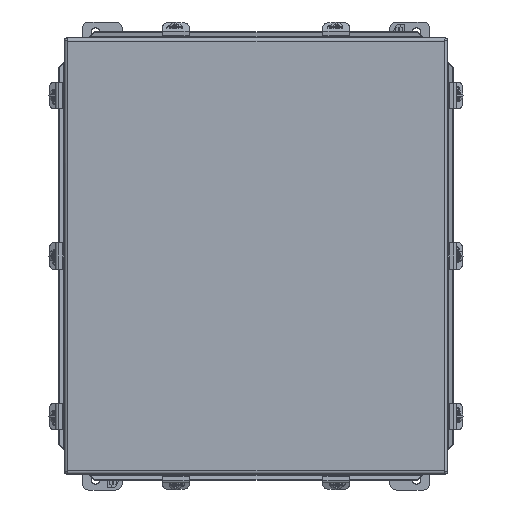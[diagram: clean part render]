
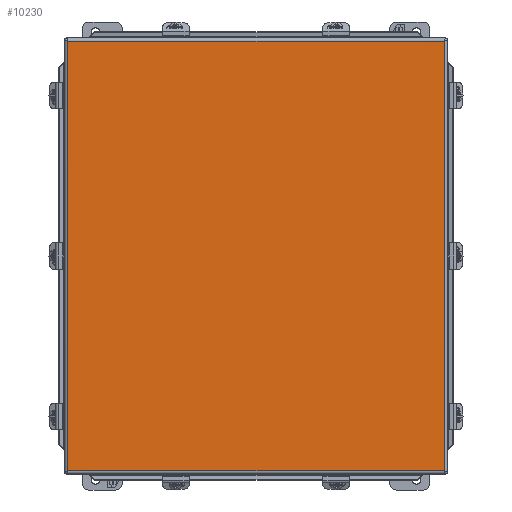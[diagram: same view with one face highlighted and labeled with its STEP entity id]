
A CAD part, front view. The second image highlights one B-rep face of the part: STEP entity #10230.
In plain terms, the highlighted planar face has unit normal (0, -1, 0).
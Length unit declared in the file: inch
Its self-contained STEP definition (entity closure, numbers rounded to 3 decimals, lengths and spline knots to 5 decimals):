
#1107 = VECTOR ( 'NONE', #24223, 39.37008 ) ;
#1243 = DIRECTION ( 'NONE',  ( 0., -1., 0. ) ) ;
#3287 = EDGE_CURVE ( 'NONE', #60520, #48511, #33537, .T. ) ;
#6275 = ORIENTED_EDGE ( 'NONE', *, *, #11519, .T. ) ;
#6414 = VECTOR ( 'NONE', #19737, 39.37008 ) ;
#7429 = AXIS2_PLACEMENT_3D ( 'NONE', #10527, #1243, #29966 ) ;
#7596 = EDGE_CURVE ( 'NONE', #48511, #21055, #13991, .T. ) ;
#10230 = ADVANCED_FACE ( 'NONE', ( #44265 ), #38180, .T. ) ;
#10364 = CARTESIAN_POINT ( 'NONE',  ( -7.0378, -10.20591, -8.15591 ) ) ;
#10527 = CARTESIAN_POINT ( 'NONE',  ( 0., -10.20591, 0. ) ) ;
#11519 = EDGE_CURVE ( 'NONE', #21055, #31466, #19808, .T. ) ;
#13991 = LINE ( 'NONE', #25080, #1107 ) ;
#14746 = CARTESIAN_POINT ( 'NONE',  ( -7.0378, -10.20591, 8.0378 ) ) ;
#18304 = DIRECTION ( 'NONE',  ( 0., 0., 1. ) ) ;
#18526 = LINE ( 'NONE', #53480, #6414 ) ;
#19737 = DIRECTION ( 'NONE',  ( 1., 0., 0. ) ) ;
#19808 = LINE ( 'NONE', #10364, #45439 ) ;
#21055 = VERTEX_POINT ( 'NONE', #14746 ) ;
#23464 = EDGE_LOOP ( 'NONE', ( #6275, #25455, #32697, #52262 ) ) ;
#24223 = DIRECTION ( 'NONE',  ( -1., 0., 0. ) ) ;
#25080 = CARTESIAN_POINT ( 'NONE',  ( -7.15591, -10.20591, 8.0378 ) ) ;
#25455 = ORIENTED_EDGE ( 'NONE', *, *, #30518, .T. ) ;
#27575 = CARTESIAN_POINT ( 'NONE',  ( 7.0378, -10.20591, 8.15591 ) ) ;
#29966 = DIRECTION ( 'NONE',  ( 0., 0., -1. ) ) ;
#30518 = EDGE_CURVE ( 'NONE', #31466, #60520, #18526, .T. ) ;
#30684 = CARTESIAN_POINT ( 'NONE',  ( 7.0378, -10.20591, 8.0378 ) ) ;
#31466 = VERTEX_POINT ( 'NONE', #32168 ) ;
#32168 = CARTESIAN_POINT ( 'NONE',  ( -7.0378, -10.20591, -8.0378 ) ) ;
#32697 = ORIENTED_EDGE ( 'NONE', *, *, #3287, .T. ) ;
#32968 = CARTESIAN_POINT ( 'NONE',  ( 7.0378, -10.20591, -8.0378 ) ) ;
#33537 = LINE ( 'NONE', #27575, #46365 ) ;
#38180 = PLANE ( 'NONE',  #7429 ) ;
#39471 = DIRECTION ( 'NONE',  ( 0., 0., -1. ) ) ;
#44265 = FACE_OUTER_BOUND ( 'NONE', #23464, .T. ) ;
#45439 = VECTOR ( 'NONE', #39471, 39.37008 ) ;
#46365 = VECTOR ( 'NONE', #18304, 39.37008 ) ;
#48511 = VERTEX_POINT ( 'NONE', #30684 ) ;
#52262 = ORIENTED_EDGE ( 'NONE', *, *, #7596, .T. ) ;
#53480 = CARTESIAN_POINT ( 'NONE',  ( 7.15591, -10.20591, -8.0378 ) ) ;
#60520 = VERTEX_POINT ( 'NONE', #32968 ) ;
